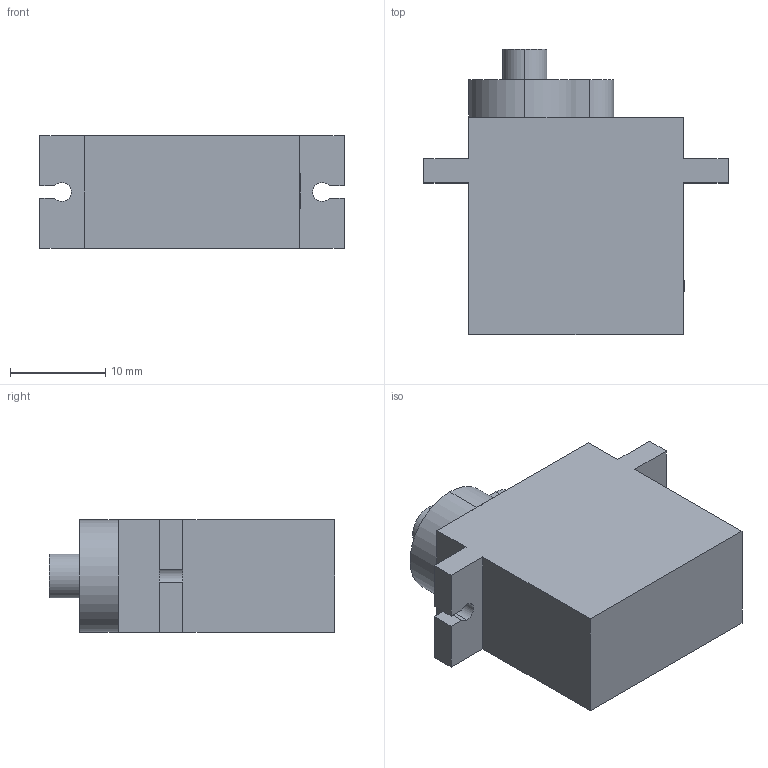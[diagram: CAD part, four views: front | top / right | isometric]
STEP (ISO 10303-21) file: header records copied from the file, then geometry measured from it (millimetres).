
FILE_DESCRIPTION (( 'STEP AP214' ), '1' );
FILE_NAME ('Servo motor (SG(90).STEP', '2025-03-06T13:07:19', ( '' ), ( '' ), 'SwSTEP 2.0', 'SolidWorks 2023', '' );
FILE_SCHEMA (( 'AUTOMOTIVE_DESIGN' ));
Length unit declared in the file: millimetre
Products named in the file (1): Servo motor (SG(90)
Bounding box: 31.9 x 29.9 x 11.8 mm (x, y, z)
Volume: 6761.8 mm3; surface area: 2696.3 mm2
Topology: 3 solids, 3 shells, 51 faces, 124 edges, 81 vertices
Faces by surface type: plane 35, cylinder 16
Entity records: 1532 total; most frequent: DIRECTION 261, CARTESIAN_POINT 257, ORIENTED_EDGE 248, EDGE_CURVE 124, LINE 91, VECTOR 91, AXIS2_PLACEMENT_3D 85, VERTEX_POINT 81
